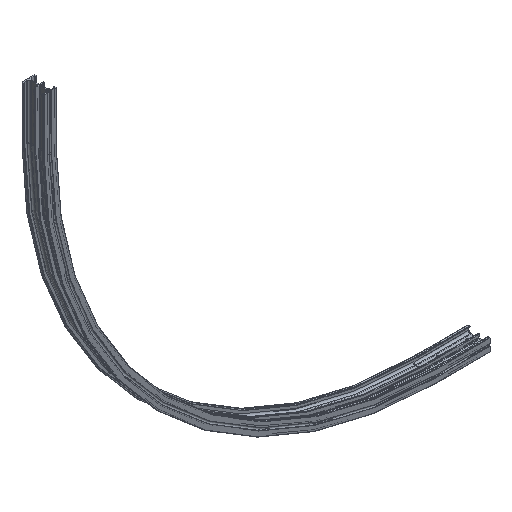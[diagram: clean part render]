
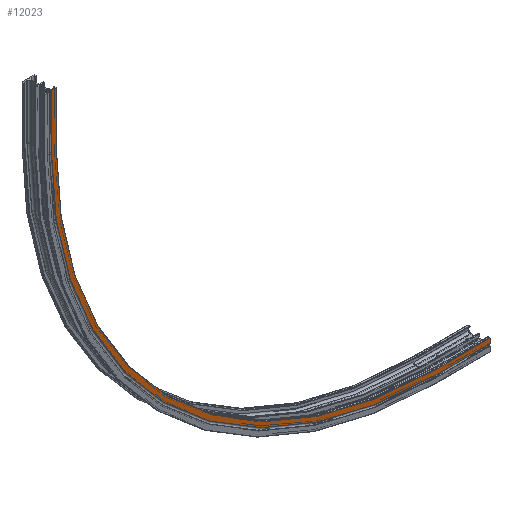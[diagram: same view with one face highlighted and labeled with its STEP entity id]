
A CAD part, isometric view. The second image highlights one B-rep face of the part: STEP entity #12023.
In plain terms, the highlighted planar face has unit normal (0, -1, 0).
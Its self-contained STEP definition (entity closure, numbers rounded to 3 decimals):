
#13 = CARTESIAN_POINT ( 'NONE',  ( 16.25, -30.5, 150. ) ) ;
#42 = CARTESIAN_POINT ( 'NONE',  ( 16.25, -30.5, 0. ) ) ;
#240 = DIRECTION ( 'NONE',  ( 1., 0., 0. ) ) ;
#1291 = EDGE_CURVE ( 'NONE', #9086, #6509, #15420, .T. ) ;
#1677 = VERTEX_POINT ( 'NONE', #10948 ) ;
#2325 = ORIENTED_EDGE ( 'NONE', *, *, #1291, .F. ) ;
#2926 = LINE ( 'NONE', #5672, #12825 ) ;
#3042 = EDGE_LOOP ( 'NONE', ( #8321, #19278, #16992, #2325, #17610, #15791, #5389, #18363 ) ) ;
#3409 = PLANE ( 'NONE',  #19590 ) ;
#3614 = CARTESIAN_POINT ( 'NONE',  ( 17.25, -30.5, 150. ) ) ;
#4280 = DIRECTION ( 'NONE',  ( 0., 0., 1. ) ) ;
#4299 = LINE ( 'NONE', #15127, #5298 ) ;
#4782 = DIRECTION ( 'NONE',  ( 0., 0., 1. ) ) ;
#4944 = VERTEX_POINT ( 'NONE', #42 ) ;
#5145 = LINE ( 'NONE', #18205, #7448 ) ;
#5221 = AXIS2_PLACEMENT_3D ( 'NONE', #10404, #20313, #18607 ) ;
#5298 = VECTOR ( 'NONE', #8433, 1000. ) ;
#5389 = ORIENTED_EDGE ( 'NONE', *, *, #18188, .T. ) ;
#5672 = CARTESIAN_POINT ( 'NONE',  ( 1200., -30.5, -1033.75 ) ) ;
#5844 = EDGE_CURVE ( 'NONE', #1677, #10503, #2926, .T. ) ;
#6509 = VERTEX_POINT ( 'NONE', #17816 ) ;
#7211 = CARTESIAN_POINT ( 'NONE',  ( 1200., -30.5, -1046.76 ) ) ;
#7448 = VECTOR ( 'NONE', #13734, 1000. ) ;
#8136 = EDGE_CURVE ( 'NONE', #1677, #9086, #5145, .T. ) ;
#8224 = DIRECTION ( 'NONE',  ( -1., 0., 0. ) ) ;
#8321 = ORIENTED_EDGE ( 'NONE', *, *, #15319, .F. ) ;
#8433 = DIRECTION ( 'NONE',  ( 0., 0., -1. ) ) ;
#8576 = CARTESIAN_POINT ( 'NONE',  ( 1050., -30.5, -1033.75 ) ) ;
#8912 = DIRECTION ( 'NONE',  ( -1., 0., 0. ) ) ;
#9062 = CARTESIAN_POINT ( 'NONE',  ( 16.25, -30.5, 150. ) ) ;
#9086 = VERTEX_POINT ( 'NONE', #7211 ) ;
#9142 = VERTEX_POINT ( 'NONE', #13 ) ;
#10404 = CARTESIAN_POINT ( 'NONE',  ( 1050., -30.5, 0. ) ) ;
#10503 = VERTEX_POINT ( 'NONE', #8576 ) ;
#10540 = CIRCLE ( 'NONE', #5221, 1046.76 ) ;
#10948 = CARTESIAN_POINT ( 'NONE',  ( 1200., -30.5, -1033.75 ) ) ;
#11258 = EDGE_CURVE ( 'NONE', #15345, #13832, #4299, .T. ) ;
#11761 = CARTESIAN_POINT ( 'NONE',  ( 3.24, -30.5, 0. ) ) ;
#12023 = ADVANCED_FACE ( 'NONE', ( #13963 ), #3409, .F. ) ;
#12825 = VECTOR ( 'NONE', #8912, 1000. ) ;
#13439 = CARTESIAN_POINT ( 'NONE',  ( 3.24, -30.5, 150. ) ) ;
#13654 = VECTOR ( 'NONE', #240, 1000. ) ;
#13734 = DIRECTION ( 'NONE',  ( 0., 0., -1. ) ) ;
#13832 = VERTEX_POINT ( 'NONE', #11761 ) ;
#13963 = FACE_OUTER_BOUND ( 'NONE', #3042, .T. ) ;
#14310 = EDGE_CURVE ( 'NONE', #6509, #13832, #10540, .T. ) ;
#14395 = LINE ( 'NONE', #9062, #19397 ) ;
#14805 = CARTESIAN_POINT ( 'NONE',  ( 17.25, -30.5, 150. ) ) ;
#14823 = CARTESIAN_POINT ( 'NONE',  ( 1050., -30.5, 0. ) ) ;
#14969 = AXIS2_PLACEMENT_3D ( 'NONE', #14823, #20930, #4782 ) ;
#15127 = CARTESIAN_POINT ( 'NONE',  ( 3.24, -30.5, 0. ) ) ;
#15319 = EDGE_CURVE ( 'NONE', #15345, #9142, #17910, .T. ) ;
#15345 = VERTEX_POINT ( 'NONE', #13439 ) ;
#15420 = LINE ( 'NONE', #17851, #18644 ) ;
#15791 = ORIENTED_EDGE ( 'NONE', *, *, #5844, .T. ) ;
#15852 = CIRCLE ( 'NONE', #14969, 1033.75 ) ;
#16434 = EDGE_CURVE ( 'NONE', #4944, #9142, #14395, .T. ) ;
#16992 = ORIENTED_EDGE ( 'NONE', *, *, #14310, .F. ) ;
#17610 = ORIENTED_EDGE ( 'NONE', *, *, #8136, .F. ) ;
#17816 = CARTESIAN_POINT ( 'NONE',  ( 1050., -30.5, -1046.76 ) ) ;
#17851 = CARTESIAN_POINT ( 'NONE',  ( 1200., -30.5, -1046.76 ) ) ;
#17910 = LINE ( 'NONE', #14805, #13654 ) ;
#18188 = EDGE_CURVE ( 'NONE', #10503, #4944, #15852, .T. ) ;
#18205 = CARTESIAN_POINT ( 'NONE',  ( 1200., -30.5, -1033.75 ) ) ;
#18363 = ORIENTED_EDGE ( 'NONE', *, *, #16434, .T. ) ;
#18607 = DIRECTION ( 'NONE',  ( 0., 0., 1. ) ) ;
#18644 = VECTOR ( 'NONE', #19270, 1000. ) ;
#19270 = DIRECTION ( 'NONE',  ( -1., 0., 0. ) ) ;
#19278 = ORIENTED_EDGE ( 'NONE', *, *, #11258, .T. ) ;
#19397 = VECTOR ( 'NONE', #4280, 1000. ) ;
#19530 = DIRECTION ( 'NONE',  ( 0., 1., 0. ) ) ;
#19590 = AXIS2_PLACEMENT_3D ( 'NONE', #3614, #19530, #8224 ) ;
#20313 = DIRECTION ( 'NONE',  ( 0., 1., 0. ) ) ;
#20930 = DIRECTION ( 'NONE',  ( 0., 1., 0. ) ) ;
